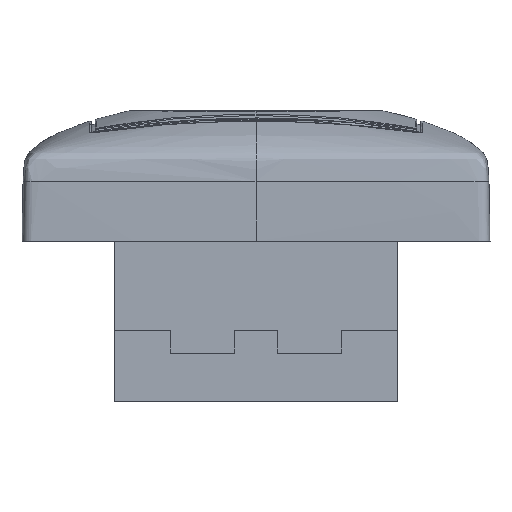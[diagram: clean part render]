
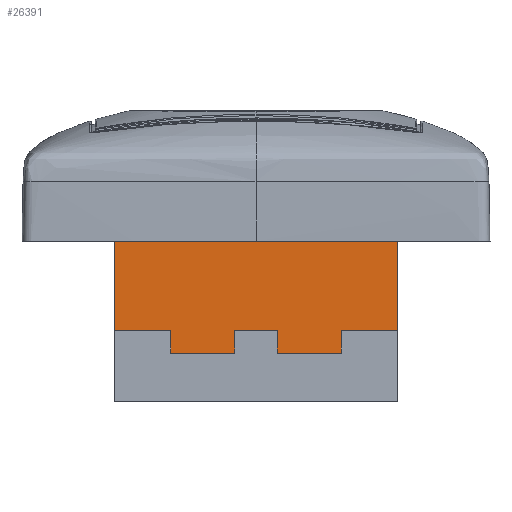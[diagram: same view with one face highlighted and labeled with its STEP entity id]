
A CAD part, left-side view. The second image highlights one B-rep face of the part: STEP entity #26391.
In plain terms, the highlighted planar face has unit normal (-1, 0, 0).
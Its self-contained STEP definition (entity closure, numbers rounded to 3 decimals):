
#179 = EDGE_LOOP ( 'NONE', ( #56722, #15545, #39679, #2277, #41430, #48424, #50091, #2379, #9064, #38198, #15143, #55500 ) ) ;
#624 = CARTESIAN_POINT ( 'NONE',  ( -24.98, -24.907, -10.2 ) ) ;
#981 = LINE ( 'NONE', #14022, #18111 ) ;
#2277 = ORIENTED_EDGE ( 'NONE', *, *, #29461, .T. ) ;
#2379 = ORIENTED_EDGE ( 'NONE', *, *, #35772, .T. ) ;
#2985 = DIRECTION ( 'NONE',  ( 0., 0., -1. ) ) ;
#3348 = DIRECTION ( 'NONE',  ( 0., 1., 0. ) ) ;
#4437 = CARTESIAN_POINT ( 'NONE',  ( -24.98, -24.907, 5.5 ) ) ;
#5050 = DIRECTION ( 'NONE',  ( 0., 0., -1. ) ) ;
#5106 = CARTESIAN_POINT ( 'NONE',  ( -24.98, -15.047, -10.2 ) ) ;
#5713 = CARTESIAN_POINT ( 'NONE',  ( -24.98, -24.907, 5.5 ) ) ;
#5817 = VECTOR ( 'NONE', #62362, 1000. ) ;
#6572 = CARTESIAN_POINT ( 'NONE',  ( -24.98, -24.907, 5.5 ) ) ;
#6758 = CARTESIAN_POINT ( 'NONE',  ( -24.98, -24.907, 5.5 ) ) ;
#9064 = ORIENTED_EDGE ( 'NONE', *, *, #62420, .F. ) ;
#9674 = VECTOR ( 'NONE', #2985, 1000. ) ;
#9680 = VECTOR ( 'NONE', #15961, 1000. ) ;
#11149 = EDGE_CURVE ( 'NONE', #11360, #38349, #47517, .T. ) ;
#11360 = VERTEX_POINT ( 'NONE', #28585 ) ;
#11683 = VECTOR ( 'NONE', #19472, 1000. ) ;
#12315 = EDGE_CURVE ( 'NONE', #15284, #40393, #47612, .T. ) ;
#14022 = CARTESIAN_POINT ( 'NONE',  ( -24.98, -3.766, -10.2 ) ) ;
#15143 = ORIENTED_EDGE ( 'NONE', *, *, #51980, .F. ) ;
#15247 = EDGE_CURVE ( 'NONE', #44739, #44288, #37743, .T. ) ;
#15284 = VERTEX_POINT ( 'NONE', #26795 ) ;
#15545 = ORIENTED_EDGE ( 'NONE', *, *, #22861, .T. ) ;
#15961 = DIRECTION ( 'NONE',  ( 0., 1., 0. ) ) ;
#17905 = VECTOR ( 'NONE', #46911, 1000. ) ;
#18111 = VECTOR ( 'NONE', #5050, 1000. ) ;
#19091 = CARTESIAN_POINT ( 'NONE',  ( -24.98, 15.047, -14.2 ) ) ;
#19472 = DIRECTION ( 'NONE',  ( 0., 1., 0. ) ) ;
#19786 = CARTESIAN_POINT ( 'NONE',  ( -24.98, -24.907, -10.2 ) ) ;
#20095 = VECTOR ( 'NONE', #3348, 1000. ) ;
#20754 = DIRECTION ( 'NONE',  ( 0., 0., -1. ) ) ;
#22497 = EDGE_CURVE ( 'NONE', #46778, #15284, #35141, .T. ) ;
#22861 = EDGE_CURVE ( 'NONE', #44288, #38349, #42658, .T. ) ;
#22953 = CARTESIAN_POINT ( 'NONE',  ( -24.98, 3.766, -14.2 ) ) ;
#23945 = VECTOR ( 'NONE', #39015, 1000. ) ;
#25368 = DIRECTION ( 'NONE',  ( 0., 1., 0. ) ) ;
#25744 = PLANE ( 'NONE',  #58429 ) ;
#26391 = ADVANCED_FACE ( 'NONE', ( #40494 ), #25744, .T. ) ;
#26398 = DIRECTION ( 'NONE',  ( -1., 0., 0. ) ) ;
#26795 = CARTESIAN_POINT ( 'NONE',  ( -24.98, 3.766, -14.2 ) ) ;
#28427 = CARTESIAN_POINT ( 'NONE',  ( -24.98, 24.907, 5.5 ) ) ;
#28585 = CARTESIAN_POINT ( 'NONE',  ( -24.98, 15.047, -10.2 ) ) ;
#28998 = DIRECTION ( 'NONE',  ( 0., 1., 0. ) ) ;
#29155 = LINE ( 'NONE', #6758, #39683 ) ;
#29461 = EDGE_CURVE ( 'NONE', #11360, #40393, #62288, .T. ) ;
#30230 = DIRECTION ( 'NONE',  ( 0., 1., 0. ) ) ;
#31726 = EDGE_CURVE ( 'NONE', #62565, #46778, #33803, .T. ) ;
#31750 = CARTESIAN_POINT ( 'NONE',  ( -24.98, -15.047, -14.2 ) ) ;
#33115 = VERTEX_POINT ( 'NONE', #40213 ) ;
#33803 = LINE ( 'NONE', #58505, #52608 ) ;
#34331 = VERTEX_POINT ( 'NONE', #50669 ) ;
#34517 = CARTESIAN_POINT ( 'NONE',  ( -24.98, 3.766, -10.2 ) ) ;
#34530 = LINE ( 'NONE', #5106, #59794 ) ;
#35141 = LINE ( 'NONE', #34517, #23945 ) ;
#35772 = EDGE_CURVE ( 'NONE', #62565, #33115, #981, .T. ) ;
#36253 = LINE ( 'NONE', #31750, #50889 ) ;
#37743 = LINE ( 'NONE', #4437, #11683 ) ;
#38198 = ORIENTED_EDGE ( 'NONE', *, *, #50383, .F. ) ;
#38349 = VERTEX_POINT ( 'NONE', #45571 ) ;
#38835 = EDGE_CURVE ( 'NONE', #44739, #44340, #29155, .T. ) ;
#39015 = DIRECTION ( 'NONE',  ( 0., 0., -1. ) ) ;
#39679 = ORIENTED_EDGE ( 'NONE', *, *, #11149, .F. ) ;
#39683 = VECTOR ( 'NONE', #46440, 1000. ) ;
#40213 = CARTESIAN_POINT ( 'NONE',  ( -24.98, -3.766, -14.2 ) ) ;
#40291 = LINE ( 'NONE', #624, #9680 ) ;
#40393 = VERTEX_POINT ( 'NONE', #19091 ) ;
#40494 = FACE_OUTER_BOUND ( 'NONE', #179, .T. ) ;
#40523 = CARTESIAN_POINT ( 'NONE',  ( -24.98, 24.907, 5.5 ) ) ;
#41430 = ORIENTED_EDGE ( 'NONE', *, *, #12315, .F. ) ;
#41449 = CARTESIAN_POINT ( 'NONE',  ( -24.98, 15.047, -10.2 ) ) ;
#42658 = LINE ( 'NONE', #40523, #9674 ) ;
#44288 = VERTEX_POINT ( 'NONE', #28427 ) ;
#44340 = VERTEX_POINT ( 'NONE', #19786 ) ;
#44739 = VERTEX_POINT ( 'NONE', #5713 ) ;
#45571 = CARTESIAN_POINT ( 'NONE',  ( -24.98, 24.907, -10.2 ) ) ;
#46440 = DIRECTION ( 'NONE',  ( 0., 0., -1. ) ) ;
#46778 = VERTEX_POINT ( 'NONE', #48005 ) ;
#46911 = DIRECTION ( 'NONE',  ( 0., 0., -1. ) ) ;
#47517 = LINE ( 'NONE', #41449, #20095 ) ;
#47612 = LINE ( 'NONE', #22953, #5817 ) ;
#48005 = CARTESIAN_POINT ( 'NONE',  ( -24.98, 3.766, -10.2 ) ) ;
#48424 = ORIENTED_EDGE ( 'NONE', *, *, #22497, .F. ) ;
#50091 = ORIENTED_EDGE ( 'NONE', *, *, #31726, .F. ) ;
#50383 = EDGE_CURVE ( 'NONE', #34331, #53845, #34530, .T. ) ;
#50669 = CARTESIAN_POINT ( 'NONE',  ( -24.98, -15.047, -10.2 ) ) ;
#50889 = VECTOR ( 'NONE', #25368, 1000. ) ;
#51633 = CARTESIAN_POINT ( 'NONE',  ( -24.98, -3.766, -10.2 ) ) ;
#51724 = CARTESIAN_POINT ( 'NONE',  ( -24.98, 15.047, -10.2 ) ) ;
#51980 = EDGE_CURVE ( 'NONE', #44340, #34331, #40291, .T. ) ;
#52608 = VECTOR ( 'NONE', #28998, 1000. ) ;
#53845 = VERTEX_POINT ( 'NONE', #58468 ) ;
#55500 = ORIENTED_EDGE ( 'NONE', *, *, #38835, .F. ) ;
#56722 = ORIENTED_EDGE ( 'NONE', *, *, #15247, .T. ) ;
#58429 = AXIS2_PLACEMENT_3D ( 'NONE', #6572, #26398, #30230 ) ;
#58468 = CARTESIAN_POINT ( 'NONE',  ( -24.98, -15.047, -14.2 ) ) ;
#58505 = CARTESIAN_POINT ( 'NONE',  ( -24.98, -3.766, -10.2 ) ) ;
#59794 = VECTOR ( 'NONE', #20754, 1000. ) ;
#62288 = LINE ( 'NONE', #51724, #17905 ) ;
#62362 = DIRECTION ( 'NONE',  ( 0., 1., 0. ) ) ;
#62420 = EDGE_CURVE ( 'NONE', #53845, #33115, #36253, .T. ) ;
#62565 = VERTEX_POINT ( 'NONE', #51633 ) ;
